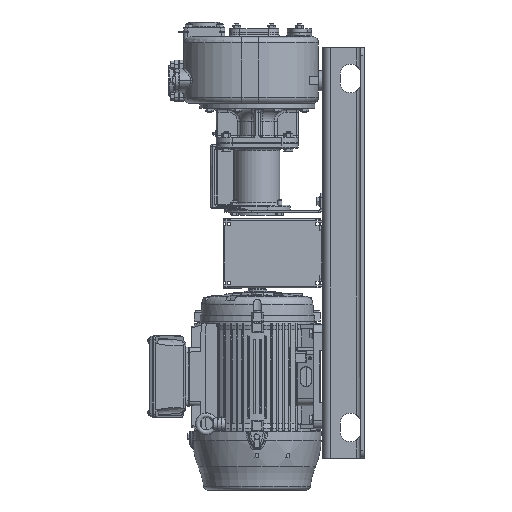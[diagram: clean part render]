
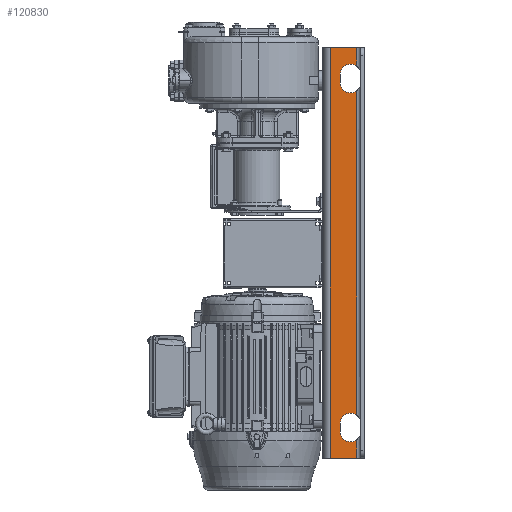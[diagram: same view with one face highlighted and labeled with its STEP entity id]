
A CAD part, left-side view. The second image highlights one B-rep face of the part: STEP entity #120830.
In plain terms, the highlighted planar face has unit normal (-1, 0, 0).
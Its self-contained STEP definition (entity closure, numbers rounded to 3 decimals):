
#8153=DIRECTION('',(0.,0.,-1.));
#8154=VECTOR('',#8153,1000.);
#8155=CARTESIAN_POINT('',(-185.,-18.,80.5));
#8156=LINE('',#8155,#8154);
#13383=DIRECTION('',(0.,0.,-1.));
#13384=VECTOR('',#13383,20.);
#13385=CARTESIAN_POINT('',(-185.,-42.,15.5));
#13386=LINE('',#13385,#13384);
#13387=CARTESIAN_POINT('',(-185.,-67.,-4.5));
#13388=DIRECTION('',(1.,0.,0.));
#13389=DIRECTION('',(0.,-0.6,-0.8));
#13390=AXIS2_PLACEMENT_3D('',#13387,#13388,#13389);
#13392=DIRECTION('',(0.,0.,-1.));
#13393=VECTOR('',#13392,790.);
#13394=CARTESIAN_POINT('',(-185.,-82.,-24.5));
#13395=LINE('',#13394,#13393);
#13396=CARTESIAN_POINT('',(-185.,-67.,-834.5));
#13397=DIRECTION('',(1.,0.,0.));
#13398=DIRECTION('',(0.,1.,0.));
#13399=AXIS2_PLACEMENT_3D('',#13396,#13397,#13398);
#13401=DIRECTION('',(0.,0.,-1.));
#13402=VECTOR('',#13401,20.);
#13403=CARTESIAN_POINT('',(-185.,-42.,-834.5));
#13404=LINE('',#13403,#13402);
#13405=CARTESIAN_POINT('',(-185.,-67.,-854.5));
#13406=DIRECTION('',(1.,0.,0.));
#13407=DIRECTION('',(0.,-0.6,-0.8));
#13408=AXIS2_PLACEMENT_3D('',#13405,#13406,#13407);
#13410=DIRECTION('',(0.,0.,-1.));
#13411=VECTOR('',#13410,45.);
#13412=CARTESIAN_POINT('',(-185.,-82.,-874.5));
#13413=LINE('',#13412,#13411);
#13414=DIRECTION('',(0.,0.,-1.));
#13415=VECTOR('',#13414,45.);
#13416=CARTESIAN_POINT('',(-185.,-82.,80.5));
#13417=LINE('',#13416,#13415);
#13418=CARTESIAN_POINT('',(-185.,-67.,15.5));
#13419=DIRECTION('',(1.,0.,0.));
#13420=DIRECTION('',(0.,1.,0.));
#13421=AXIS2_PLACEMENT_3D('',#13418,#13419,#13420);
#13475=CARTESIAN_POINT('',(-185.,-82.,-24.5));
#13481=CARTESIAN_POINT('',(-185.,-82.,-814.5));
#13621=CARTESIAN_POINT('',(-185.,-82.,35.5));
#13849=DIRECTION('',(0.,1.,0.));
#13850=VECTOR('',#13849,64.);
#13851=CARTESIAN_POINT('',(-185.,-82.,80.5));
#13852=LINE('',#13851,#13850);
#13955=CARTESIAN_POINT('',(-185.,-82.,-874.5));
#14167=DIRECTION('',(0.,1.,0.));
#14168=VECTOR('',#14167,64.);
#14169=CARTESIAN_POINT('',(-185.,-82.,-919.5));
#14170=LINE('',#14169,#14168);
#99250=CARTESIAN_POINT('',(-185.,-82.,80.5));
#99252=VERTEX_POINT('',#99250);
#99253=CARTESIAN_POINT('',(-185.,-18.,80.5));
#99254=VERTEX_POINT('',#99253);
#99266=CARTESIAN_POINT('',(-185.,-82.,-919.5));
#99268=VERTEX_POINT('',#99266);
#99269=CARTESIAN_POINT('',(-185.,-18.,-919.5));
#99270=VERTEX_POINT('',#99269);
#99390=VERTEX_POINT('',#13475);
#99393=VERTEX_POINT('',#13621);
#99395=VERTEX_POINT('',#13955);
#99398=VERTEX_POINT('',#13481);
#99399=CARTESIAN_POINT('',(-185.,-42.,15.5));
#99400=CARTESIAN_POINT('',(-185.,-42.,-4.5));
#99401=VERTEX_POINT('',#99399);
#99402=VERTEX_POINT('',#99400);
#99403=CARTESIAN_POINT('',(-185.,-42.,-854.5));
#99404=VERTEX_POINT('',#99403);
#99405=CARTESIAN_POINT('',(-185.,-42.,-834.5));
#99406=VERTEX_POINT('',#99405);
#120801=CARTESIAN_POINT('',(-185.,-82.,80.5));
#120802=DIRECTION('',(-1.,0.,0.));
#120803=DIRECTION('',(0.,1.,0.));
#120804=AXIS2_PLACEMENT_3D('',#120801,#120802,#120803);
#120805=PLANE('',#120804);
#120806=ORIENTED_EDGE('',*,*,#120791,.T.);
#120808=ORIENTED_EDGE('',*,*,#120807,.F.);
#120810=ORIENTED_EDGE('',*,*,#120809,.T.);
#120812=ORIENTED_EDGE('',*,*,#120811,.F.);
#120814=ORIENTED_EDGE('',*,*,#120813,.T.);
#120816=ORIENTED_EDGE('',*,*,#120815,.F.);
#120818=ORIENTED_EDGE('',*,*,#120817,.T.);
#120820=ORIENTED_EDGE('',*,*,#120819,.T.);
#120821=ORIENTED_EDGE('',*,*,#116528,.F.);
#120823=ORIENTED_EDGE('',*,*,#120822,.F.);
#120825=ORIENTED_EDGE('',*,*,#120824,.T.);
#120827=ORIENTED_EDGE('',*,*,#120826,.F.);
#120828=EDGE_LOOP('',(#120806,#120808,#120810,#120812,#120814,#120816,#120818,
#120820,#120821,#120823,#120825,#120827));
#120829=FACE_OUTER_BOUND('',#120828,.F.);
#120830=ADVANCED_FACE('',(#120829),#120805,.T.);
#13391=CIRCLE('',#13390,25.);
#13400=CIRCLE('',#13399,25.);
#13409=CIRCLE('',#13408,25.);
#13422=CIRCLE('',#13421,25.);
#116528=EDGE_CURVE('',#99254,#99270,#8156,.T.);
#120791=EDGE_CURVE('',#99401,#99402,#13386,.T.);
#120807=EDGE_CURVE('',#99390,#99402,#13391,.T.);
#120809=EDGE_CURVE('',#99390,#99398,#13395,.T.);
#120811=EDGE_CURVE('',#99406,#99398,#13400,.T.);
#120813=EDGE_CURVE('',#99406,#99404,#13404,.T.);
#120815=EDGE_CURVE('',#99395,#99404,#13409,.T.);
#120817=EDGE_CURVE('',#99395,#99268,#13413,.T.);
#120819=EDGE_CURVE('',#99268,#99270,#14170,.T.);
#120822=EDGE_CURVE('',#99252,#99254,#13852,.T.);
#120824=EDGE_CURVE('',#99252,#99393,#13417,.T.);
#120826=EDGE_CURVE('',#99401,#99393,#13422,.T.);
